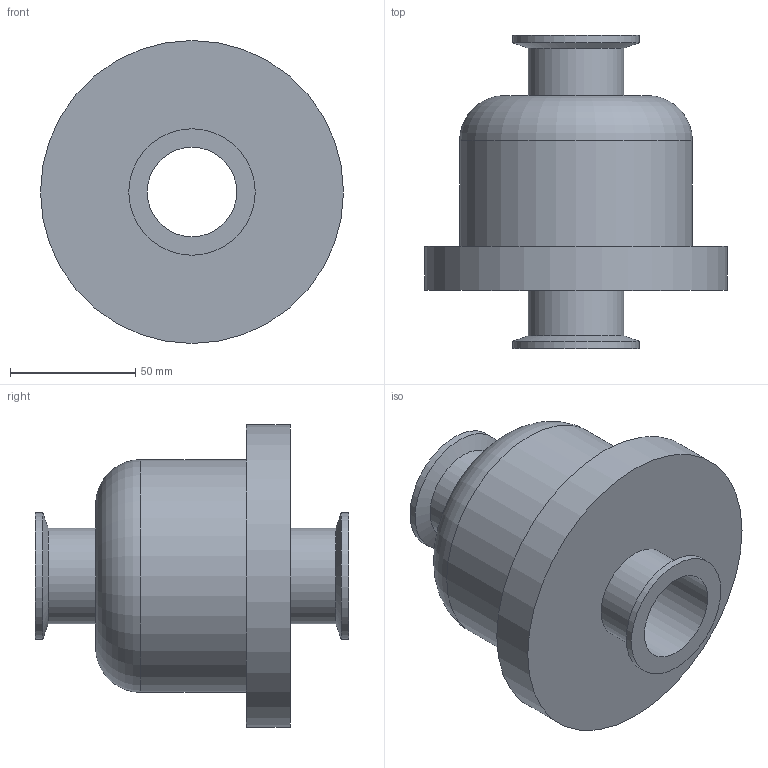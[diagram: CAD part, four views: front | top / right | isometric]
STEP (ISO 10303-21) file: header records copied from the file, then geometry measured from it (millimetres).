
FILE_DESCRIPTION(/* description */ (''),/* implementation_level */ '2;1');
FILE_NAME(/* name */ 'CVSC-15-1.stp',/* time_stamp */ '2024-03-28T11:23:55+09:00',/* author */ ('autocad22'),/* organization */ (''),/* preprocessor_version */ 'ST-DEVELOPER v19.2',/* originating_system */ 'Autodesk Inventor 2024',/* authorisation */ '');
FILE_SCHEMA (('AUTOMOTIVE_DESIGN { 1 0 10303 214 3 1 1 }'));
Length unit declared in the file: millimetre
Products named in the file (1): CVSC-15-1
Bounding box: 121 x 125 x 121 mm (x, y, z)
Volume: 527468.5 mm3; surface area: 65769.2 mm2
Topology: 1 solids, 1 shells, 15 faces, 26 edges, 16 vertices
Faces by surface type: cylinder 7, plane 5, cone 2, torus 1
Full cylindrical faces by diameter (mm): 35.7 x1, 38.1 x2, 50.5 x2, 93 x1, 121 x1
Entity records: 412 total; most frequent: DIRECTION 75, CARTESIAN_POINT 58, ORIENTED_EDGE 52, AXIS2_PLACEMENT_3D 33, EDGE_CURVE 26, EDGE_LOOP 20, CIRCLE 17, VERTEX_POINT 16
